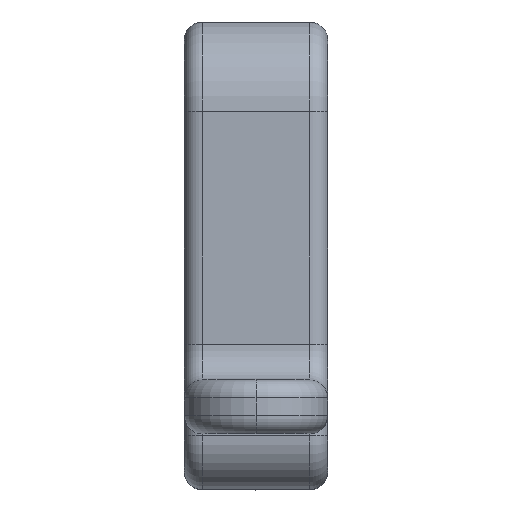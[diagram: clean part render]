
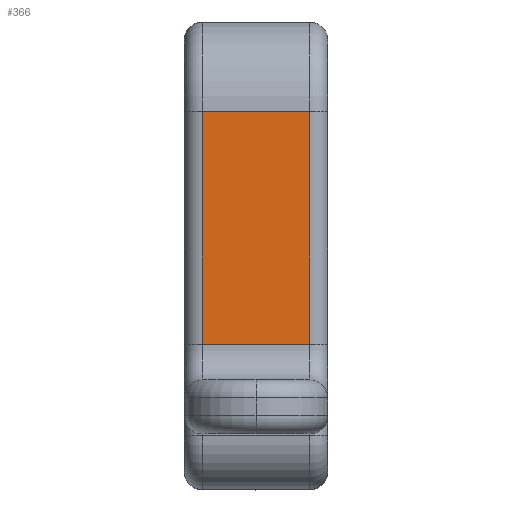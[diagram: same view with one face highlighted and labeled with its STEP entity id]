
A CAD part, top view. The second image highlights one B-rep face of the part: STEP entity #366.
In plain terms, the highlighted planar face has unit normal (0, 0, 1).
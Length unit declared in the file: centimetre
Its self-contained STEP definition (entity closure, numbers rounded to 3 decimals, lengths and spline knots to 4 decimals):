
#22 = CARTESIAN_POINT ( 'NONE',  ( 0.3, 1.8, -0.6233 ) ) ;
#61 = EDGE_CURVE ( 'NONE', #1660, #1634, #1078, .T. ) ;
#115 = DIRECTION ( 'NONE',  ( -1., 0., 0. ) ) ;
#124 = CARTESIAN_POINT ( 'NONE',  ( -0.3, 3.1944, -0.6233 ) ) ;
#194 = VECTOR ( 'NONE', #1289, 100. ) ;
#253 = VECTOR ( 'NONE', #293, 100. ) ;
#293 = DIRECTION ( 'NONE',  ( 0., -1., 0. ) ) ;
#316 = EDGE_CURVE ( 'NONE', #635, #1469, #1104, .T. ) ;
#328 = CARTESIAN_POINT ( 'NONE',  ( -0.4, 0.5, -0.6233 ) ) ;
#366 = ADVANCED_FACE ( 'NONE', ( #1235 ), #2311, .F. ) ;
#436 = ORIENTED_EDGE ( 'NONE', *, *, #61, .T. ) ;
#515 = AXIS2_PLACEMENT_3D ( 'NONE', #1058, #1409, #1762 ) ;
#601 = CARTESIAN_POINT ( 'NONE',  ( -0.3, 1.8, -0.6233 ) ) ;
#635 = VERTEX_POINT ( 'NONE', #1841 ) ;
#902 = CARTESIAN_POINT ( 'NONE',  ( 0.3, 0.5, -0.6233 ) ) ;
#1058 = CARTESIAN_POINT ( 'NONE',  ( -0.4, 3.1944, -0.6233 ) ) ;
#1078 = LINE ( 'NONE', #2059, #2145 ) ;
#1104 = LINE ( 'NONE', #328, #1978 ) ;
#1133 = EDGE_CURVE ( 'NONE', #1634, #635, #1178, .T. ) ;
#1178 = LINE ( 'NONE', #124, #253 ) ;
#1235 = FACE_OUTER_BOUND ( 'NONE', #1382, .T. ) ;
#1289 = DIRECTION ( 'NONE',  ( 0., 1., 0. ) ) ;
#1339 = LINE ( 'NONE', #2176, #194 ) ;
#1382 = EDGE_LOOP ( 'NONE', ( #1834, #2045, #436, #2124 ) ) ;
#1409 = DIRECTION ( 'NONE',  ( 0., 0., -1. ) ) ;
#1469 = VERTEX_POINT ( 'NONE', #902 ) ;
#1620 = EDGE_CURVE ( 'NONE', #1469, #1660, #1339, .T. ) ;
#1634 = VERTEX_POINT ( 'NONE', #601 ) ;
#1660 = VERTEX_POINT ( 'NONE', #22 ) ;
#1731 = DIRECTION ( 'NONE',  ( 1., 0., 0. ) ) ;
#1762 = DIRECTION ( 'NONE',  ( -1., 0., 0. ) ) ;
#1834 = ORIENTED_EDGE ( 'NONE', *, *, #316, .T. ) ;
#1841 = CARTESIAN_POINT ( 'NONE',  ( -0.3, 0.5, -0.6233 ) ) ;
#1978 = VECTOR ( 'NONE', #1731, 100. ) ;
#2045 = ORIENTED_EDGE ( 'NONE', *, *, #1620, .T. ) ;
#2059 = CARTESIAN_POINT ( 'NONE',  ( -0.4, 1.8, -0.6233 ) ) ;
#2124 = ORIENTED_EDGE ( 'NONE', *, *, #1133, .T. ) ;
#2145 = VECTOR ( 'NONE', #115, 100. ) ;
#2176 = CARTESIAN_POINT ( 'NONE',  ( 0.3, 3.1944, -0.6233 ) ) ;
#2311 = PLANE ( 'NONE',  #515 ) ;
